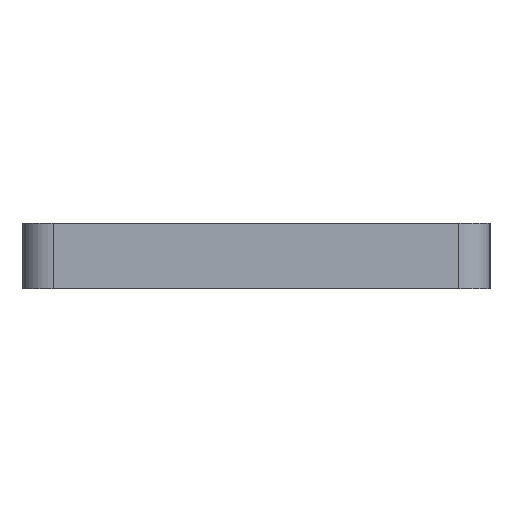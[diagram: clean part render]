
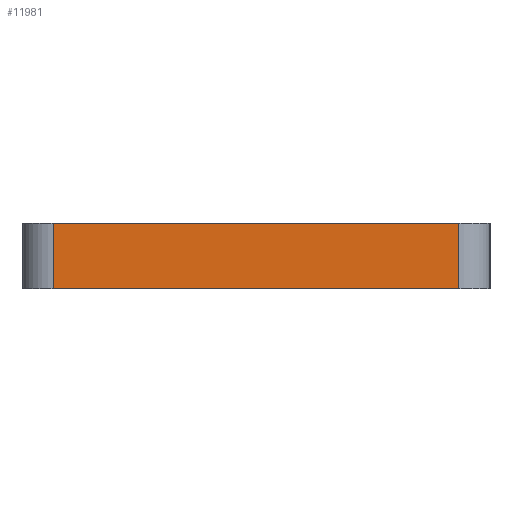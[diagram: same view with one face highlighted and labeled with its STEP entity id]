
A CAD part, left-side view. The second image highlights one B-rep face of the part: STEP entity #11981.
In plain terms, the highlighted planar face has unit normal (-1, 0, 0).
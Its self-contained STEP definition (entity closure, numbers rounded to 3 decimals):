
#427=PLANE('',#12832);
#989=FACE_OUTER_BOUND('',#1674,.T.);
#1674=EDGE_LOOP('',(#9686,#9687,#9688,#9689));
#2669=LINE('',#18094,#4099);
#2757=LINE('',#18332,#4187);
#2758=LINE('',#18335,#4188);
#2759=LINE('',#18336,#4189);
#4099=VECTOR('',#14600,10.);
#4187=VECTOR('',#14818,10.);
#4188=VECTOR('',#14821,10.);
#4189=VECTOR('',#14822,10.);
#5704=VERTEX_POINT('',#18091);
#5705=VERTEX_POINT('',#18093);
#5790=VERTEX_POINT('',#18330);
#5791=VERTEX_POINT('',#18334);
#7078=EDGE_CURVE('',#5704,#5705,#2669,.T.);
#7200=EDGE_CURVE('',#5790,#5705,#2757,.T.);
#7201=EDGE_CURVE('',#5791,#5790,#2758,.T.);
#7202=EDGE_CURVE('',#5791,#5704,#2759,.T.);
#9686=ORIENTED_EDGE('',*,*,#7201,.T.);
#9687=ORIENTED_EDGE('',*,*,#7200,.T.);
#9688=ORIENTED_EDGE('',*,*,#7078,.F.);
#9689=ORIENTED_EDGE('',*,*,#7202,.F.);
#11981=ADVANCED_FACE('',(#989),#427,.T.);
#12832=AXIS2_PLACEMENT_3D('',#18333,#14819,#14820);
#14600=DIRECTION('',(0.,1.,0.));
#14818=DIRECTION('',(0.,0.,-1.));
#14819=DIRECTION('center_axis',(-1.,0.,0.));
#14820=DIRECTION('ref_axis',(0.,1.,0.));
#14821=DIRECTION('',(0.,1.,0.));
#14822=DIRECTION('',(0.,0.,-1.));
#18091=CARTESIAN_POINT('',(-110.879,89.,-10.6));
#18093=CARTESIAN_POINT('',(-110.879,154.2,-10.6));
#18094=CARTESIAN_POINT('',(-110.879,89.,-10.6));
#18330=CARTESIAN_POINT('',(-110.879,154.2,0.));
#18332=CARTESIAN_POINT('',(-110.879,154.2,0.));
#18333=CARTESIAN_POINT('Origin',(-110.879,89.,0.));
#18334=CARTESIAN_POINT('',(-110.879,89.,0.));
#18335=CARTESIAN_POINT('',(-110.879,89.,0.));
#18336=CARTESIAN_POINT('',(-110.879,89.,0.));
